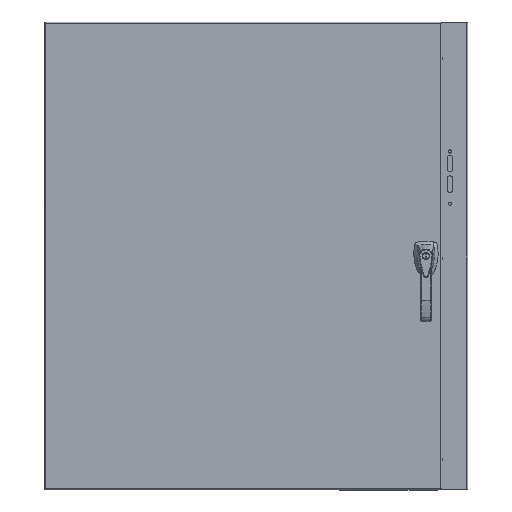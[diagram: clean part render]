
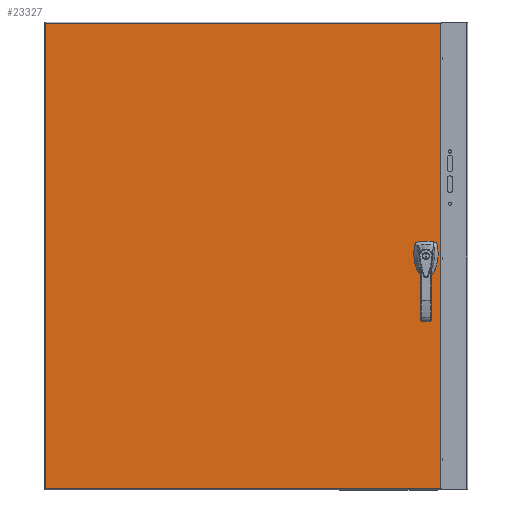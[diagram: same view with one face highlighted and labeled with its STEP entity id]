
A CAD part, front view. The second image highlights one B-rep face of the part: STEP entity #23327.
In plain terms, the highlighted planar face has unit normal (0, -1, 0).
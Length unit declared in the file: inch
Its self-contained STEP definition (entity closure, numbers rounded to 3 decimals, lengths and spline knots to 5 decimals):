
#210 = VECTOR ( 'NONE', #31159, 39.37008 ) ;
#1421 = ORIENTED_EDGE ( 'NONE', *, *, #27857, .T. ) ;
#3075 = CARTESIAN_POINT ( 'NONE',  ( 15.6495, -12.837, -0.2315 ) ) ;
#3315 = VERTEX_POINT ( 'NONE', #109623 ) ;
#4056 = CARTESIAN_POINT ( 'NONE',  ( 14.8585, -12.837, 0.2305 ) ) ;
#5657 = CARTESIAN_POINT ( 'NONE',  ( 15.023, -12.837, -0.396 ) ) ;
#6308 = CARTESIAN_POINT ( 'NONE',  ( 15.254, -12.837, -1.3385 ) ) ;
#6512 = CIRCLE ( 'NONE', #51053, 0.172 ) ;
#9073 = ORIENTED_EDGE ( 'NONE', *, *, #44857, .T. ) ;
#10381 = VERTEX_POINT ( 'NONE', #13032 ) ;
#10740 = DIRECTION ( 'NONE',  ( 0., -1., 0. ) ) ;
#12824 = VECTOR ( 'NONE', #93240, 39.37008 ) ;
#13032 = CARTESIAN_POINT ( 'NONE',  ( -18.888, -12.837, -20.877 ) ) ;
#13490 = DIRECTION ( 'NONE',  ( -1., 0., 0. ) ) ;
#15009 = CARTESIAN_POINT ( 'NONE',  ( 15.485, -12.837, 0.395 ) ) ;
#17994 = CARTESIAN_POINT ( 'NONE',  ( 14.8585, -12.837, 0.2305 ) ) ;
#18079 = CARTESIAN_POINT ( 'NONE',  ( 15.023, -12.837, -0.396 ) ) ;
#18325 = EDGE_CURVE ( 'NONE', #18887, #22055, #55916, .T. ) ;
#18887 = VERTEX_POINT ( 'NONE', #52636 ) ;
#18916 = VECTOR ( 'NONE', #64471, 39.37008 ) ;
#19204 = LINE ( 'NONE', #91165, #18916 ) ;
#19609 = CARTESIAN_POINT ( 'NONE',  ( 15.485, -12.837, 0.395 ) ) ;
#20583 = ORIENTED_EDGE ( 'NONE', *, *, #68792, .T. ) ;
#21035 = LINE ( 'NONE', #38422, #41380 ) ;
#22055 = VERTEX_POINT ( 'NONE', #62358 ) ;
#23327 = ADVANCED_FACE ( 'NONE', ( #89732, #36841, #35718 ), #46756, .T. ) ;
#24197 = DIRECTION ( 'NONE',  ( -1., 0., 0. ) ) ;
#25790 = CARTESIAN_POINT ( 'NONE',  ( 15.6495, -12.837, -0.2315 ) ) ;
#25919 = VECTOR ( 'NONE', #53438, 39.37008 ) ;
#26236 = EDGE_LOOP ( 'NONE', ( #104145, #50720, #73132, #9073 ) ) ;
#27603 = CARTESIAN_POINT ( 'NONE',  ( -18.888, -12.837, -20.877 ) ) ;
#27857 = EDGE_CURVE ( 'NONE', #112863, #18887, #111952, .T. ) ;
#29881 = VECTOR ( 'NONE', #57396, 39.37008 ) ;
#30333 = DIRECTION ( 'NONE',  ( 0., 0., -1. ) ) ;
#30666 = EDGE_LOOP ( 'NONE', ( #102988 ) ) ;
#31159 = DIRECTION ( 'NONE',  ( -0.707, 0., 0.707 ) ) ;
#33385 = CARTESIAN_POINT ( 'NONE',  ( 15.023, -12.837, 0.395 ) ) ;
#33435 = LINE ( 'NONE', #110727, #210 ) ;
#33498 = VECTOR ( 'NONE', #30333, 39.37008 ) ;
#35718 = FACE_BOUND ( 'NONE', #30666, .T. ) ;
#36193 = LINE ( 'NONE', #25790, #61626 ) ;
#36841 = FACE_BOUND ( 'NONE', #94151, .T. ) ;
#37761 = VERTEX_POINT ( 'NONE', #53855 ) ;
#38422 = CARTESIAN_POINT ( 'NONE',  ( -18.888, -12.837, -20.877 ) ) ;
#39206 = ORIENTED_EDGE ( 'NONE', *, *, #89520, .T. ) ;
#39553 = LINE ( 'NONE', #75020, #90216 ) ;
#39769 = VERTEX_POINT ( 'NONE', #70126 ) ;
#39838 = EDGE_CURVE ( 'NONE', #63498, #43953, #109933, .T. ) ;
#40005 = CARTESIAN_POINT ( 'NONE',  ( -18.888, -12.837, -20.877 ) ) ;
#40202 = CARTESIAN_POINT ( 'NONE',  ( 16.5835, -12.837, -20.877 ) ) ;
#40557 = EDGE_CURVE ( 'NONE', #39769, #87213, #97522, .T. ) ;
#40652 = ORIENTED_EDGE ( 'NONE', *, *, #18325, .T. ) ;
#41380 = VECTOR ( 'NONE', #56462, 39.37008 ) ;
#41693 = CARTESIAN_POINT ( 'NONE',  ( 16.5835, -12.837, 20.876 ) ) ;
#43953 = VERTEX_POINT ( 'NONE', #41693 ) ;
#44857 = EDGE_CURVE ( 'NONE', #10381, #63498, #21035, .T. ) ;
#46756 = PLANE ( 'NONE',  #101967 ) ;
#48861 = EDGE_CURVE ( 'NONE', #110599, #39769, #33435, .T. ) ;
#50536 = LINE ( 'NONE', #40005, #80485 ) ;
#50720 = ORIENTED_EDGE ( 'NONE', *, *, #99328, .T. ) ;
#51053 = AXIS2_PLACEMENT_3D ( 'NONE', #6308, #78311, #113716 ) ;
#52636 = CARTESIAN_POINT ( 'NONE',  ( 15.6495, -12.837, 0.2305 ) ) ;
#53438 = DIRECTION ( 'NONE',  ( 0., 0., 1. ) ) ;
#53855 = CARTESIAN_POINT ( 'NONE',  ( 15.485, -12.837, -0.396 ) ) ;
#54733 = VERTEX_POINT ( 'NONE', #65730 ) ;
#55402 = ORIENTED_EDGE ( 'NONE', *, *, #107177, .T. ) ;
#55916 = LINE ( 'NONE', #3075, #33498 ) ;
#56462 = DIRECTION ( 'NONE',  ( 1., 0., 0. ) ) ;
#56780 = ORIENTED_EDGE ( 'NONE', *, *, #73278, .T. ) ;
#57396 = DIRECTION ( 'NONE',  ( 0.707, 0., -0.707 ) ) ;
#61046 = EDGE_CURVE ( 'NONE', #54733, #54733, #6512, .T. ) ;
#61626 = VECTOR ( 'NONE', #97769, 39.37008 ) ;
#62358 = CARTESIAN_POINT ( 'NONE',  ( 15.6495, -12.837, -0.2315 ) ) ;
#63061 = DIRECTION ( 'NONE',  ( 0., 0., -1. ) ) ;
#63498 = VERTEX_POINT ( 'NONE', #92614 ) ;
#64471 = DIRECTION ( 'NONE',  ( 1., 0., 0. ) ) ;
#64978 = VECTOR ( 'NONE', #110503, 39.37008 ) ;
#65730 = CARTESIAN_POINT ( 'NONE',  ( 15.254, -12.837, -1.5105 ) ) ;
#68347 = EDGE_CURVE ( 'NONE', #92642, #10381, #50536, .T. ) ;
#68792 = EDGE_CURVE ( 'NONE', #37761, #110599, #85199, .T. ) ;
#70126 = CARTESIAN_POINT ( 'NONE',  ( 14.8585, -12.837, -0.2315 ) ) ;
#73132 = ORIENTED_EDGE ( 'NONE', *, *, #68347, .T. ) ;
#73278 = EDGE_CURVE ( 'NONE', #87213, #3315, #111230, .T. ) ;
#75020 = CARTESIAN_POINT ( 'NONE',  ( -18.888, -12.837, 20.876 ) ) ;
#78311 = DIRECTION ( 'NONE',  ( 0., 1., 0. ) ) ;
#80485 = VECTOR ( 'NONE', #112028, 39.37008 ) ;
#81517 = ORIENTED_EDGE ( 'NONE', *, *, #40557, .T. ) ;
#85199 = LINE ( 'NONE', #5657, #95428 ) ;
#87145 = CARTESIAN_POINT ( 'NONE',  ( -18.888, -12.837, 20.876 ) ) ;
#87213 = VERTEX_POINT ( 'NONE', #4056 ) ;
#89520 = EDGE_CURVE ( 'NONE', #22055, #37761, #36193, .T. ) ;
#89732 = FACE_OUTER_BOUND ( 'NONE', #26236, .T. ) ;
#90216 = VECTOR ( 'NONE', #13490, 39.37008 ) ;
#91165 = CARTESIAN_POINT ( 'NONE',  ( 15.485, -12.837, 0.395 ) ) ;
#92614 = CARTESIAN_POINT ( 'NONE',  ( 16.5835, -12.837, -20.877 ) ) ;
#92642 = VERTEX_POINT ( 'NONE', #87145 ) ;
#93240 = DIRECTION ( 'NONE',  ( 0.707, 0., 0.707 ) ) ;
#94151 = EDGE_LOOP ( 'NONE', ( #81517, #56780, #55402, #1421, #40652, #39206, #20583, #104249 ) ) ;
#95428 = VECTOR ( 'NONE', #24197, 39.37008 ) ;
#97522 = LINE ( 'NONE', #17994, #25919 ) ;
#97769 = DIRECTION ( 'NONE',  ( -0.707, 0., -0.707 ) ) ;
#99328 = EDGE_CURVE ( 'NONE', #43953, #92642, #39553, .T. ) ;
#101967 = AXIS2_PLACEMENT_3D ( 'NONE', #27603, #10740, #63061 ) ;
#102988 = ORIENTED_EDGE ( 'NONE', *, *, #61046, .T. ) ;
#104145 = ORIENTED_EDGE ( 'NONE', *, *, #39838, .T. ) ;
#104249 = ORIENTED_EDGE ( 'NONE', *, *, #48861, .T. ) ;
#107177 = EDGE_CURVE ( 'NONE', #3315, #112863, #19204, .T. ) ;
#109623 = CARTESIAN_POINT ( 'NONE',  ( 15.023, -12.837, 0.395 ) ) ;
#109933 = LINE ( 'NONE', #40202, #64978 ) ;
#110503 = DIRECTION ( 'NONE',  ( 0., 0., 1. ) ) ;
#110599 = VERTEX_POINT ( 'NONE', #18079 ) ;
#110727 = CARTESIAN_POINT ( 'NONE',  ( 14.8585, -12.837, -0.2315 ) ) ;
#111230 = LINE ( 'NONE', #33385, #12824 ) ;
#111952 = LINE ( 'NONE', #15009, #29881 ) ;
#112028 = DIRECTION ( 'NONE',  ( 0., 0., -1. ) ) ;
#112863 = VERTEX_POINT ( 'NONE', #19609 ) ;
#113716 = DIRECTION ( 'NONE',  ( 0., 0., -1. ) ) ;
